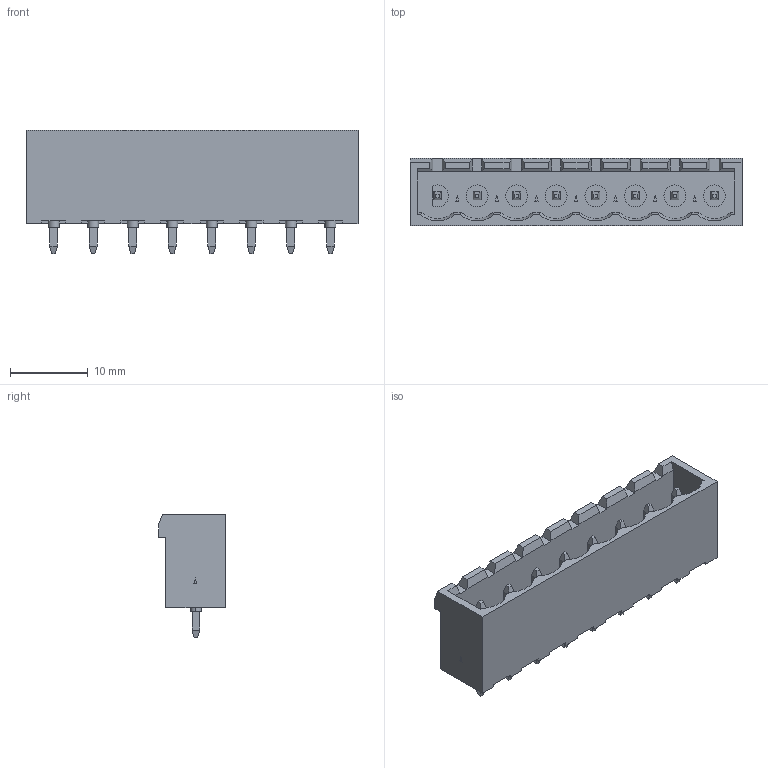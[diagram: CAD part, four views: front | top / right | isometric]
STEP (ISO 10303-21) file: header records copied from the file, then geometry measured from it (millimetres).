
FILE_DESCRIPTION((''),'2;1');
FILE_NAME('PHOENIX_1755794.stp','2011-04-12T17:36:00',(''),(''),'Mechanical Desktop 2011','Mechanical Desktop 2011',', , ');
FILE_SCHEMA(('AUTOMOTIVE_DESIGN { 1 2 10303 214 1 1 1 1 }'));
Length unit declared in the file: millimetre
Products named in the file (1): Product
Bounding box: 42.64 x 8.6 x 15.9 mm (x, y, z)
Volume: 2151.9 mm3; surface area: 3248.3 mm2
Topology: 33 solids, 33 shells, 439 faces, 998 edges, 644 vertices
Faces by surface type: plane 277, bspline 96, cylinder 58, cone 8
Entity records: 12264 total; most frequent: CARTESIAN_POINT 2562, ORIENTED_EDGE 1996, DIRECTION 1794, EDGE_CURVE 998, VECTOR 858, LINE 858, VERTEX_POINT 644, AXIS2_PLACEMENT_3D 468
